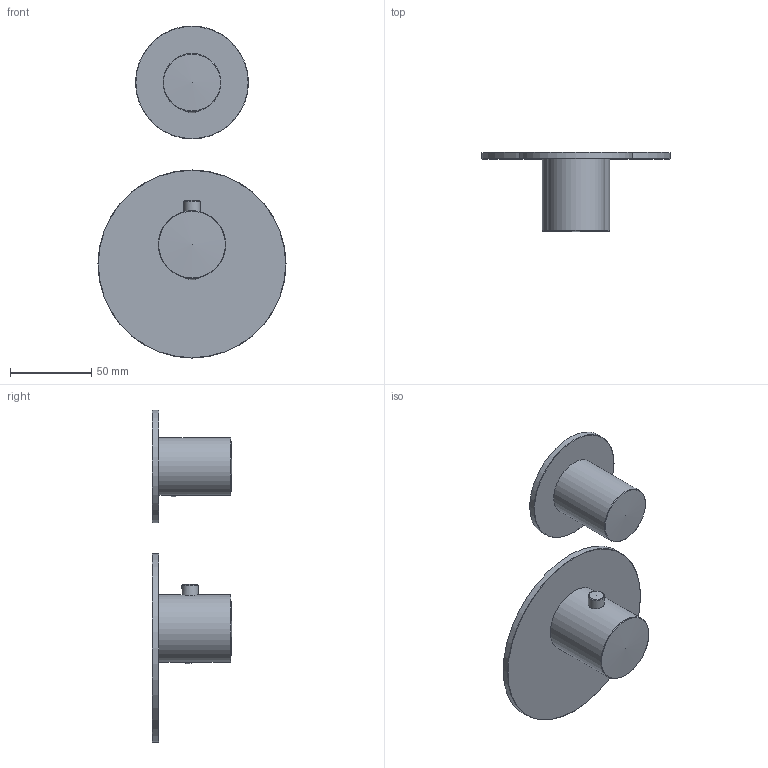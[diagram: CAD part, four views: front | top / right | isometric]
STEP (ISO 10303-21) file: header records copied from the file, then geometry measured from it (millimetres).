
FILE_DESCRIPTION(/* description */ ('Unknown'),/* implementation_level */ '2;1');
FILE_NAME(/* name */ 'MHR1',/* time_stamp */ '2016-04-29T14:45:58+02:00',/* author */ ('Unknown'),/* organization */ ('Unknown'),/* preprocessor_version */ 'ST-DEVELOPER v16.7',/* originating_system */ 'DEX',/* authorisation */ $);
FILE_SCHEMA (('AUTOMOTIVE_DESIGN {1 0 10303 214 3 1 1}'));
Length unit declared in the file: millimetre
Products named in the file (2): e180031_02100sc; E180031_02100SC
Assembly tree (1 placements, depth 2):
  e180031_02100sc
    E180031_02100SC
Bounding box: 116 x 49 x 204.85 mm (x, y, z)
Volume: 157810.1 mm3; surface area: 44382.2 mm2
Topology: 2 solids, 2 shells, 95 faces, 224 edges, 147 vertices
Faces by surface type: bspline 36, cylinder 20, plane 19, torus 9, cone 6, sphere 5
Full cylindrical faces by diameter (mm): 4.2 x4, 9.95 x1, 17 x1, 22 x2, 35.7 x1, 41.7 x1, 54 x1, 66 x1, 69.7 x1, 100 x1, 112 x1, 116 x1
Entity records: 20794 total; most frequent: CARTESIAN_POINT 19174, ORIENTED_EDGE 322, DIRECTION 222, EDGE_CURVE 161, EDGE_LOOP 140, FACE_BOUND 140, VERTEX_POINT 117, AXIS2_PLACEMENT_3D 111
